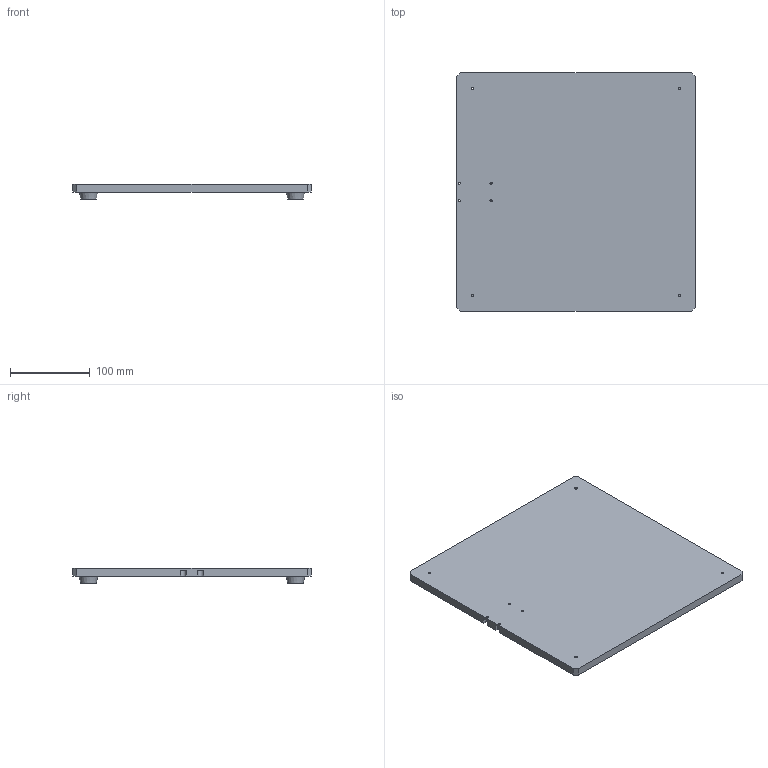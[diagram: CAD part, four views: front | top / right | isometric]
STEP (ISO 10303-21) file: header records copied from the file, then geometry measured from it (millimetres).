
FILE_DESCRIPTION(/* description */ (''),/* implementation_level */ '2;1');
FILE_NAME(/* name */ '[JP3-0046-000]Base Plate-02JK.stp',/* time_stamp */ '2020-10-28T05:49:49+09:00',/* author */ ('Y.Shibata'),/* organization */ (''),/* preprocessor_version */ 'ST-DEVELOPER v15.2',/* originating_system */ 'Autodesk Inventor 2014',/* authorisation */ '');
FILE_SCHEMA (('AUTOMOTIVE_DESIGN { 1 0 10303 214 3 1 1 }'));
Length unit declared in the file: millimetre
Products named in the file (4): [JP3-0046-000]Base Plate-02JK; (ゴム足Φ24x10)C-30-RK-24-black; ISO 4762 - M4 x 12ISO
Assembly tree (8 placements, depth 2):
  [JP3-0046-000]Base Plate-02JK
    [JP3-0046-000]Base Plate-02JK
    (ゴム足Φ24x10)C-30-RK-24-black  x4
    ISO 4762 - M4 x 12ISO  x3
Bounding box: 300 x 300 x 20 mm (x, y, z)
Volume: 911863.4 mm3; surface area: 200015 mm2
Topology: 8 solids, 8 shells, 103 faces, 226 edges, 148 vertices
Faces by surface type: plane 57, cylinder 26, cone 10, torus 10
Full cylindrical faces by diameter (mm): 2.7 x4, 3.242 x4, 4 x7, 7 x5, 9 x4
Entity records: 1551 total; most frequent: DIRECTION 260, CARTESIAN_POINT 254, ORIENTED_EDGE 200, AXIS2_PLACEMENT_3D 102, EDGE_CURVE 100, EDGE_LOOP 94, VERTEX_POINT 78, LINE 56
